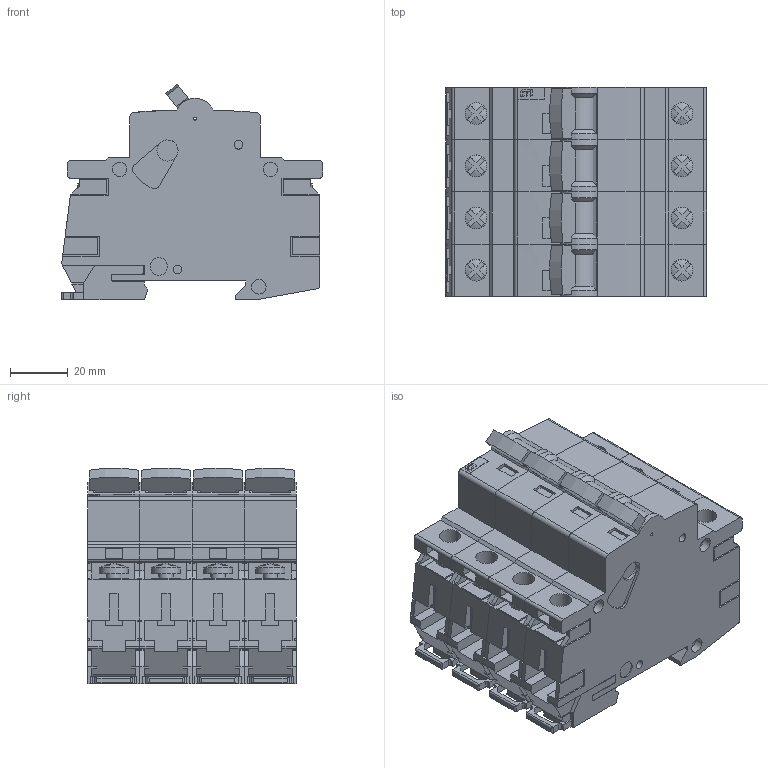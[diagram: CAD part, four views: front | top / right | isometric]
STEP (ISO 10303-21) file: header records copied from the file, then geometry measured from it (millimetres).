
FILE_DESCRIPTION( ( 'Unknown' ), '1' );
FILE_NAME( 'ETIMAT 11 3P+N.stp', 'Unknown', ( 'Unknown' ), ( 'Unknown' ), 'PSStep 14.0', 'Unknown', ' ' );
FILE_SCHEMA( ( 'AUTOMOTIVE_DESIGN { 1 0 10303 214 1 1 1 1 }' ) );
Length unit declared in the file: millimetre
Products named in the file (9): ETIMAT 11 1P-oa1; ETIMAT 11; Dzwignia_ETIMAT11; Zapinka_ETIMAT10; ETIMAT 11 1P-oa2; ETIMAT 11 1P-oa3; Część blaszana7; ETIMAT 11 1P-oa0; Assem1
Assembly tree (17 placements, depth 3):
  Assem1
    ETIMAT 11 1P-oa0
      ETIMAT 11
      Dzwignia_ETIMAT11
      Zapinka_ETIMAT10
    ETIMAT 11 1P-oa1
      ETIMAT 11
      Dzwignia_ETIMAT11
      Zapinka_ETIMAT10
    ETIMAT 11 1P-oa2
      ETIMAT 11
      Dzwignia_ETIMAT11
      Zapinka_ETIMAT10
    ETIMAT 11 1P-oa3
      ETIMAT 11
      Dzwignia_ETIMAT11
      Zapinka_ETIMAT10
      Część blaszana7
Bounding box: 90.09 x 72 x 74.39 mm (x, y, z)
Volume: 311193.2 mm3; surface area: 92316.1 mm2
Topology: 13 solids, 13 shells, 1545 faces, 4244 edges, 2816 vertices
Faces by surface type: plane 1204, cylinder 277, bspline 56, cone 8
Full cylindrical faces by diameter (mm): 1 x8, 3 x16, 5 x32, 6 x8, 7.3 x4, 7.5 x8, 10 x8
Entity records: 17879 total; most frequent: CARTESIAN_POINT 3664, ORIENTED_EDGE 2300, DIRECTION 1966, EDGE_CURVE 1150, LINE 874, VECTOR 874, VERTEX_POINT 777, AXIS2_PLACEMENT_3D 546
